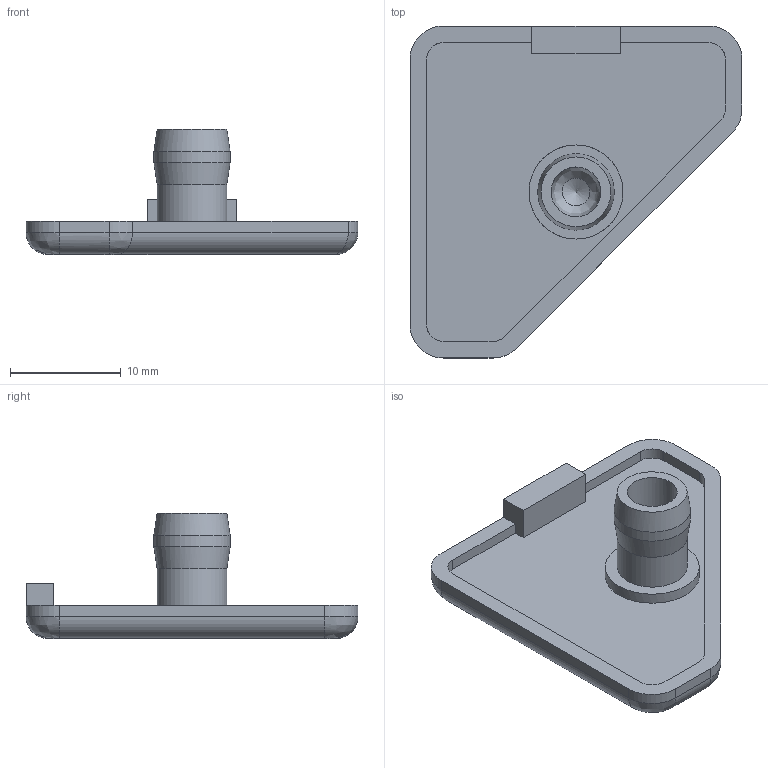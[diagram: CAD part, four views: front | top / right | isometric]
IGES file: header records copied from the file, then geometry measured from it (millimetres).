
Global section: file name: SZ0096S-A; native system: Autodesk Inventor 2015; preprocessor: unknown; author: Behrens; date: 20151124.150910; units: millimetre
Bounding box: 30 x 30 x 11.3 mm (x, y, z)
Volume: 1648.1 mm3; surface area: 2003.2 mm2
Topology: 1 solids, 1 shells, 48 faces, 127 edges, 83 vertices
Faces by surface type: bspline 48
